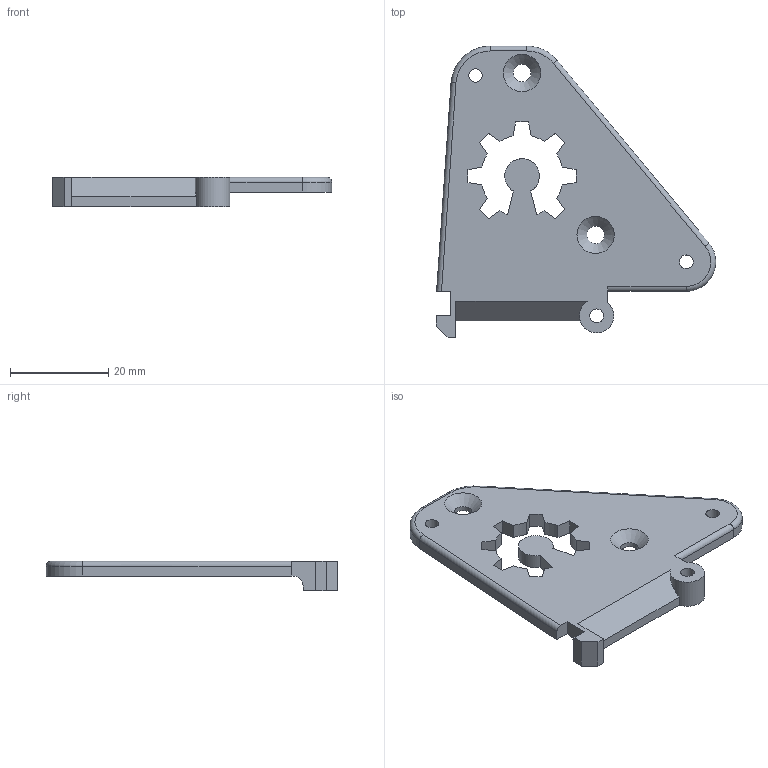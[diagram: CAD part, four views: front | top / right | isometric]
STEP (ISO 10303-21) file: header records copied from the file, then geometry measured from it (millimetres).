
FILE_DESCRIPTION(('FreeCAD Model'),'2;1');
FILE_NAME('Open CASCADE Shape Model','2023-04-24T13:05:07',('Author'),( ''),'Open CASCADE STEP processor 7.5','FreeCAD','Unknown');
FILE_SCHEMA(('AUTOMOTIVE_DESIGN { 1 0 10303 214 1 1 1 1 }'));
Length unit declared in the file: millimetre
Products named in the file (1): blowerfan.holder
Bounding box: 57 x 59.5 x 6 mm (x, y, z)
Volume: 6079 mm3; surface area: 5190.6 mm2
Topology: 1 solids, 1 shells, 69 faces, 198 edges, 131 vertices
Faces by surface type: bspline 32, plane 18, cylinder 14, torus 3, cone 2
Full cylindrical faces by diameter (mm): 2.8 x3, 3.6 x2
Entity records: 5271 total; most frequent: CARTESIAN_POINT 2015, ORIENTED_EDGE 396, PCURVE 396, DEFINITIONAL_REPRESENTATION 396, DIRECTION 369, B_SPLINE_CURVE_WITH_KNOTS 305, LINE 208, VECTOR 208
